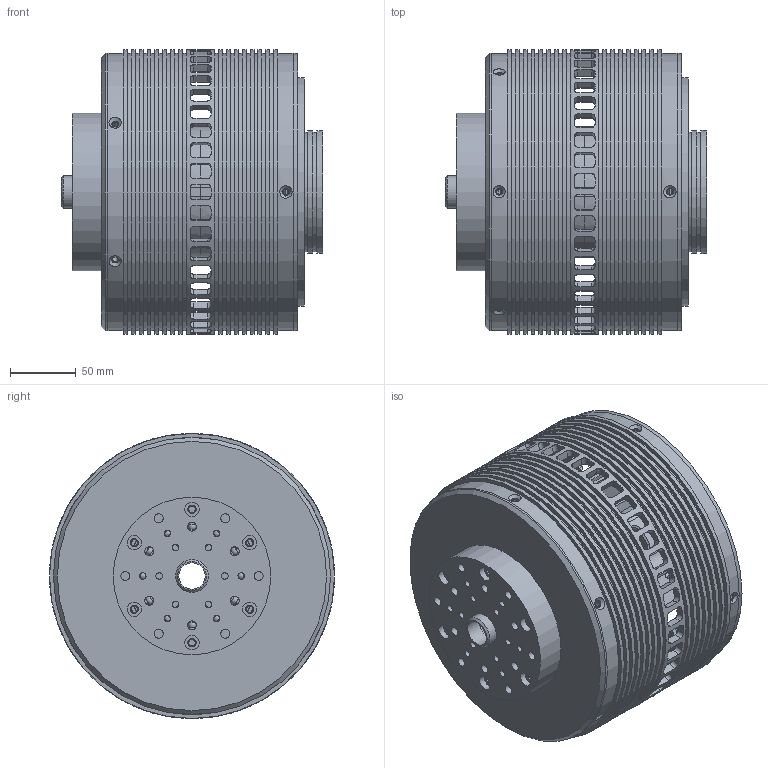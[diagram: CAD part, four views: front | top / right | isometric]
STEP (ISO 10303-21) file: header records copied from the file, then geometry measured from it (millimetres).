
FILE_DESCRIPTION(('FreeCAD Model'),'2;1');
FILE_NAME('Open CASCADE Shape Model','2023-01-14T15:23:07',(''),(''), 'Open CASCADE STEP processor 7.6','FreeCAD','Unknown');
FILE_SCHEMA(('AUTOMOTIVE_DESIGN { 1 0 10303 214 1 1 1 1 }'));
Length unit declared in the file: millimetre
Products named in the file (13): Assembly_HPD50_2; HPD3250_Kugellager658510_001; HPD3250_Kugellager709010_001; HPD50_1_3_GfkLamellen-05 - 4Stck_001; HPD50_1_3_GfkLamellen-05 - 4Stck_002; HPD50-02_01-02-20_hintererStator_001; HPD50_1_1_vordererStator-20_001; HPD3250_03-01-20_Rotorscheibevorne_001; HPD3250-02_03-02-20_Rotorscheibehinten_001; HPD50-02_06-01-20_Rückschlußring_001; HPD3250-02_04-02-20_Befestigungsflansch_001; HPD3250-02_04-03-20_Abschlussflansch_001; HPD3250-02_04-01-20_Propellerflansch_001
Assembly tree (12 placements, depth 2):
  Assembly_HPD50_2
    HPD3250_Kugellager658510_001
    HPD3250_Kugellager709010_001
    HPD50_1_3_GfkLamellen-05 - 4Stck_001
    HPD50_1_3_GfkLamellen-05 - 4Stck_002
    HPD50-02_01-02-20_hintererStator_001
    HPD50_1_1_vordererStator-20_001
    HPD3250_03-01-20_Rotorscheibevorne_001
    HPD3250-02_03-02-20_Rotorscheibehinten_001
    HPD50-02_06-01-20_Rückschlußring_001
    HPD3250-02_04-02-20_Befestigungsflansch_001
    HPD3250-02_04-03-20_Abschlussflansch_001
    HPD3250-02_04-01-20_Propellerflansch_001
Bounding box: 199 x 217 x 217 mm (x, y, z)
Volume: 1498243.1 mm3; surface area: 708944.2 mm2
Topology: 18 solids, 70 shells, 2082 faces, 5327 edges, 3358 vertices
Faces by surface type: cylinder 901, plane 763, cone 156, torus 80, revolution 74, bspline 60, sphere 48
Full cylindrical faces by diameter (mm): 2.5 x14, 3 x4, 3.5 x4, 4.2 x6, 4.5 x4, 5 x50, 5.2 x10, 5.6 x30, 6 x4, 6.1 x20, 6.2 x14, 6.8 x12, 10.5 x8, 11 x14, 20 x1, 22 x1, 25 x1, 36 x2, 55 x2, 60 x2, 65 x3, 69 x1, 70 x4, 71 x1, 71.4 x2, 74 x1, 75 x1, 76.4 x2, 78.6 x2, 79 x2
Entity records: 192157 total; most frequent: CARTESIAN_POINT 88866, DIRECTION 18692, ORIENTED_EDGE 10342, PCURVE 10342, DEFINITIONAL_REPRESENTATION 10342, LINE 9634, VECTOR 9634, EDGE_CURVE 5171
